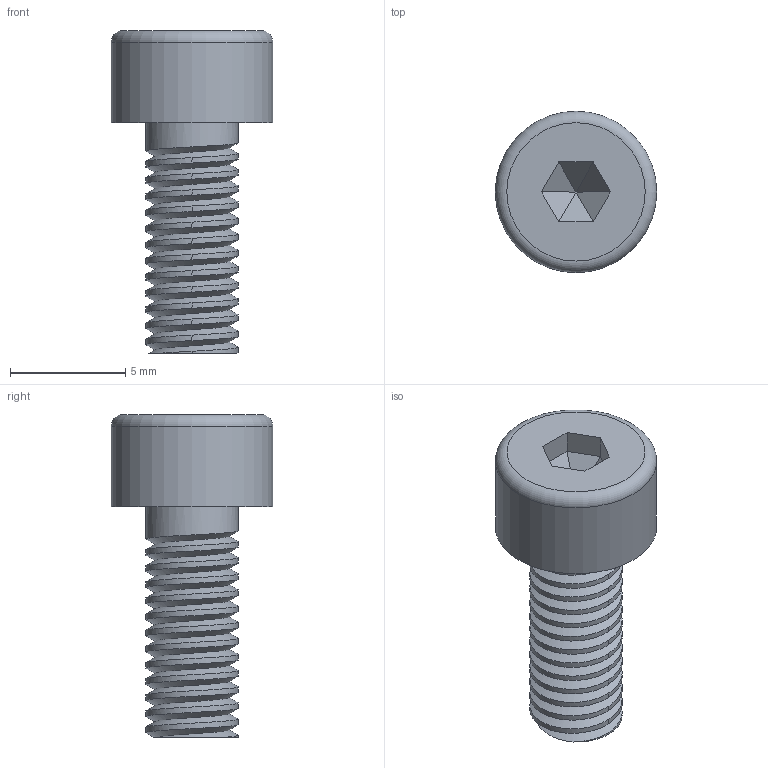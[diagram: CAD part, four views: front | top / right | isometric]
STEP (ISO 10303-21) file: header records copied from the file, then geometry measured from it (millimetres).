
FILE_DESCRIPTION(/* description */ (''),/* implementation_level */ '2;1');
FILE_NAME(/* name */ 'M4X20 bolt.step',/* time_stamp */ '2021-09-18T09:22:54+12:00',/* author */ (''),/* organization */ (''),/* preprocessor_version */ 'ST-DEVELOPER v18.1',/* originating_system */ 'Autodesk Translation Framework v10.10.0.1391',/* authorisation */ '');
FILE_SCHEMA (('AUTOMOTIVE_DESIGN { 1 0 10303 214 3 1 1 }'));
Length unit declared in the file: millimetre
Products named in the file (3): M4X20 bolt; Default; Component2
Assembly tree (2 placements, depth 3):
  M4X20 bolt
    Default
      Component2
Bounding box: 7 x 7 x 14 mm (x, y, z)
Volume: 255.4 mm3; surface area: 356.4 mm2
Topology: 1 solids, 1 shells, 35 faces, 86 edges, 55 vertices
Faces by surface type: plane 17, cylinder 15, bspline 2, torus 1
Full cylindrical faces by diameter (mm): 4 x13, 7 x1
Entity records: 6373 total; most frequent: CARTESIAN_POINT 5534, ORIENTED_EDGE 172, DIRECTION 138, EDGE_CURVE 86, VERTEX_POINT 55, LINE 46, VECTOR 46, AXIS2_PLACEMENT_3D 46
